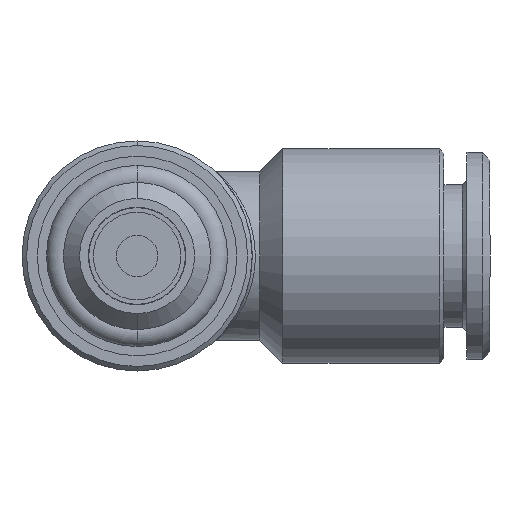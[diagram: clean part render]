
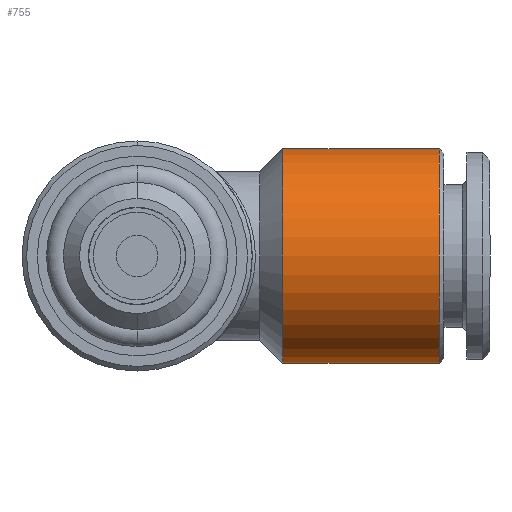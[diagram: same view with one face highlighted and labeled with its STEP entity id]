
A CAD part, front view. The second image highlights one B-rep face of the part: STEP entity #755.
In plain terms, the highlighted cylindrical face has radius 7 mm (diameter 14 mm), a partial arc.
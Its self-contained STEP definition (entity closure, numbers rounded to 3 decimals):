
#345 = EDGE_CURVE ( 'NONE', #380, #364, #1808, .T. ) ;
#360 = EDGE_CURVE ( 'NONE', #425, #361, #1925, .T. ) ;
#361 = VERTEX_POINT ( 'NONE', #2060 ) ;
#364 = VERTEX_POINT ( 'NONE', #2080 ) ;
#380 = VERTEX_POINT ( 'NONE', #2049 ) ;
#425 = VERTEX_POINT ( 'NONE', #1946 ) ;
#449 = EDGE_CURVE ( 'NONE', #361, #364, #2141, .T. ) ;
#572 = EDGE_LOOP ( 'NONE', ( #839, #816, #738, #739 ) ) ;
#737 = EDGE_CURVE ( 'NONE', #425, #380, #3734, .T. ) ;
#738 = ORIENTED_EDGE ( 'NONE', *, *, #345, .T. ) ;
#739 = ORIENTED_EDGE ( 'NONE', *, *, #449, .F. ) ;
#755 = ADVANCED_FACE ( 'NONE', ( #3766 ), #3765, .T. ) ;
#816 = ORIENTED_EDGE ( 'NONE', *, *, #737, .T. ) ;
#839 = ORIENTED_EDGE ( 'NONE', *, *, #360, .F. ) ;
#1805 = DIRECTION ( 'NONE',  ( -1., 0., 0. ) ) ;
#1806 = VECTOR ( 'NONE', #1805, 1000. ) ;
#1807 = CARTESIAN_POINT ( 'NONE',  ( -5.577, 15.4, 7. ) ) ;
#1808 = LINE ( 'NONE', #1807, #1806 ) ;
#1925 = LINE ( 'NONE', #1964, #1963 ) ;
#1946 = CARTESIAN_POINT ( 'NONE',  ( 19.7, 15.4, -7. ) ) ;
#1962 = DIRECTION ( 'NONE',  ( -1., 0., 0. ) ) ;
#1963 = VECTOR ( 'NONE', #1962, 1000. ) ;
#1964 = CARTESIAN_POINT ( 'NONE',  ( -5.577, 15.4, -7. ) ) ;
#2049 = CARTESIAN_POINT ( 'NONE',  ( 19.7, 15.4, 7. ) ) ;
#2060 = CARTESIAN_POINT ( 'NONE',  ( 9.5, 15.4, -7. ) ) ;
#2080 = CARTESIAN_POINT ( 'NONE',  ( 9.5, 15.4, 7. ) ) ;
#2090 = DIRECTION ( 'NONE',  ( -1., 0., 0. ) ) ;
#2091 = CARTESIAN_POINT ( 'NONE',  ( 9.5, 15.4, 0. ) ) ;
#2116 = DIRECTION ( 'NONE',  ( 0., 0., 1. ) ) ;
#2117 = AXIS2_PLACEMENT_3D ( 'NONE', #2091, #2090, #2116 ) ;
#2141 = CIRCLE ( 'NONE', #2117, 7. ) ;
#3568 = DIRECTION ( 'NONE',  ( 0., 0., 1. ) ) ;
#3682 = DIRECTION ( 'NONE',  ( -1., 0., 0. ) ) ;
#3683 = CARTESIAN_POINT ( 'NONE',  ( 19.7, 15.4, 0. ) ) ;
#3684 = AXIS2_PLACEMENT_3D ( 'NONE', #3683, #3682, #3568 ) ;
#3734 = CIRCLE ( 'NONE', #3684, 7. ) ;
#3760 = DIRECTION ( 'NONE',  ( 0., 0., 1. ) ) ;
#3761 = DIRECTION ( 'NONE',  ( -1., 0., 0. ) ) ;
#3762 = AXIS2_PLACEMENT_3D ( 'NONE', #3764, #3761, #3760 ) ;
#3764 = CARTESIAN_POINT ( 'NONE',  ( -5.577, 15.4, 0. ) ) ;
#3765 = CYLINDRICAL_SURFACE ( 'NONE', #3762, 7. ) ;
#3766 = FACE_OUTER_BOUND ( 'NONE', #572, .T. ) ;
